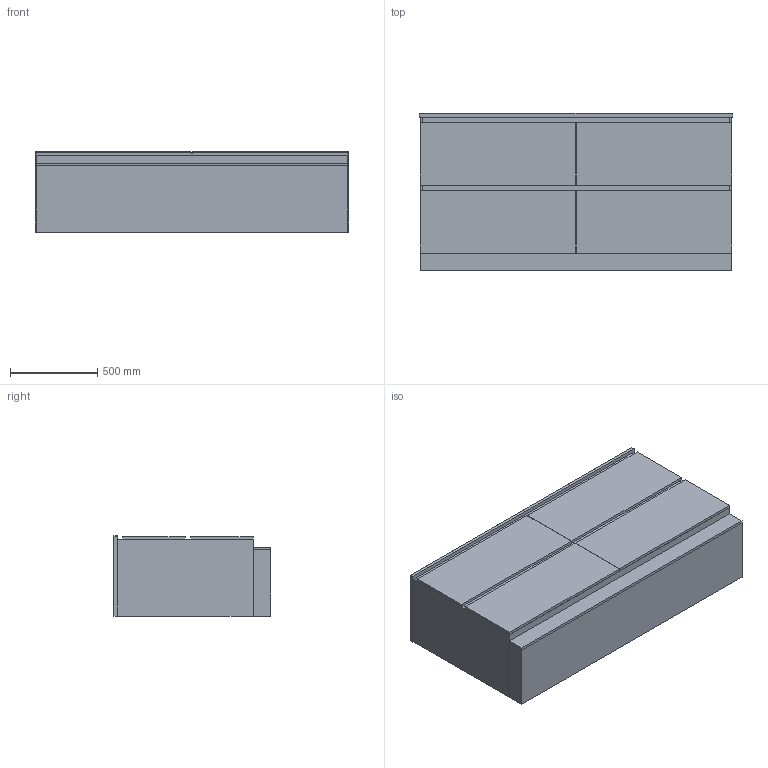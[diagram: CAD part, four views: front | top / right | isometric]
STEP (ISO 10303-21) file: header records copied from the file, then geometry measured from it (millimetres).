
FILE_DESCRIPTION (( 'STEP AP214' ), '1' );
FILE_NAME ('1800C.STEP', '2022-07-25T04:26:24', ( '' ), ( '' ), 'SwSTEP 2.0', 'SolidWorks 2021', '' );
FILE_SCHEMA (( 'AUTOMOTIVE_DESIGN' ));
Length unit declared in the file: millimetre
Products named in the file (4): Estate ALL; 1800C; Domaine All Drawer 1800 Double WK; Estate 1800 Centre
Assembly tree (3 placements, depth 3):
  1800C
    Domaine All Drawer 1800 Double WK
    Estate ALL
      Estate 1800 Centre
Bounding box: 1800 x 902.1 x 460 mm (x, y, z)
Volume: 178485292.4 mm3; surface area: 15389637.5 mm2
Topology: 9 solids, 9 shells, 146 faces, 342 edges, 209 vertices
Faces by surface type: plane 78, cylinder 32, bspline 19, torus 11, sphere 6
Entity records: 7057 total; most frequent: CARTESIAN_POINT 3599, ORIENTED_EDGE 672, DIRECTION 632, EDGE_CURVE 336, AXIS2_PLACEMENT_3D 217, VERTEX_POINT 209, LINE 198, VECTOR 198
